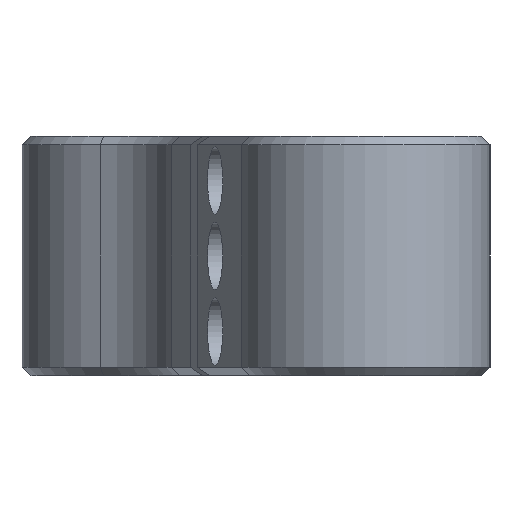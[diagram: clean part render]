
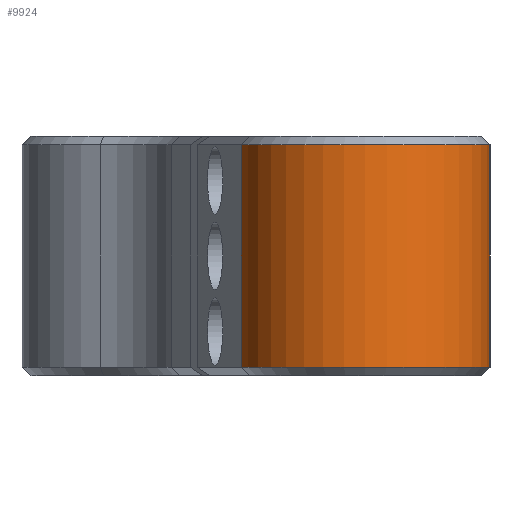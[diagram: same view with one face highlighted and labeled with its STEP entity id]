
A CAD part, left-side view. The second image highlights one B-rep face of the part: STEP entity #9924.
In plain terms, the highlighted cylindrical face has radius 30 mm (diameter 60 mm), a partial arc.
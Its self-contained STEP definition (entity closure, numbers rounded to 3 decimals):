
#490=CIRCLE('',#10506,30.);
#494=CIRCLE('',#10521,30.);
#1115=FACE_OUTER_BOUND('',#1706,.T.);
#1706=EDGE_LOOP('',(#8975,#8976,#8977,#8978));
#2913=LINE('',#45736,#3389);
#2914=LINE('',#45738,#3390);
#3389=VECTOR('',#12851,10.);
#3390=VECTOR('',#12854,10.);
#4305=VERTEX_POINT('',#29118);
#4306=VERTEX_POINT('',#29122);
#4310=VERTEX_POINT('',#29150);
#4311=VERTEX_POINT('',#29154);
#5603=EDGE_CURVE('',#4305,#4306,#490,.T.);
#5620=EDGE_CURVE('',#4310,#4311,#494,.T.);
#5921=EDGE_CURVE('',#4305,#4311,#2913,.T.);
#5922=EDGE_CURVE('',#4306,#4310,#2914,.T.);
#8975=ORIENTED_EDGE('',*,*,#5603,.F.);
#8976=ORIENTED_EDGE('',*,*,#5921,.T.);
#8977=ORIENTED_EDGE('',*,*,#5620,.F.);
#8978=ORIENTED_EDGE('',*,*,#5922,.F.);
#9367=CYLINDRICAL_SURFACE('',#10751,30.);
#9924=ADVANCED_FACE('',(#1115),#9367,.T.);
#10506=AXIS2_PLACEMENT_3D('',#29123,#12264,#12265);
#10521=AXIS2_PLACEMENT_3D('',#29156,#12307,#12308);
#10751=AXIS2_PLACEMENT_3D('',#45737,#12852,#12853);
#12264=DIRECTION('center_axis',(0.,0.,-1.));
#12265=DIRECTION('ref_axis',(0.224,-0.975,0.));
#12307=DIRECTION('center_axis',(0.,0.,1.));
#12308=DIRECTION('ref_axis',(0.224,-0.975,0.));
#12851=DIRECTION('',(0.,0.,1.));
#12852=DIRECTION('center_axis',(0.,0.,1.));
#12853=DIRECTION('ref_axis',(-0.94,-0.341,0.));
#12854=DIRECTION('',(0.,0.,1.));
#29118=CARTESIAN_POINT('',(-101.419,-26.75,2.));
#29122=CARTESIAN_POINT('',(-121.728,29.236,2.));
#29123=CARTESIAN_POINT('Origin',(-115.,0.,2.));
#29150=CARTESIAN_POINT('',(-121.728,29.236,55.));
#29154=CARTESIAN_POINT('',(-101.419,-26.75,55.));
#29156=CARTESIAN_POINT('Origin',(-115.,0.,55.));
#45736=CARTESIAN_POINT('',(-101.419,-26.75,0.));
#45737=CARTESIAN_POINT('Origin',(-115.,0.,0.));
#45738=CARTESIAN_POINT('',(-121.728,29.236,0.));
